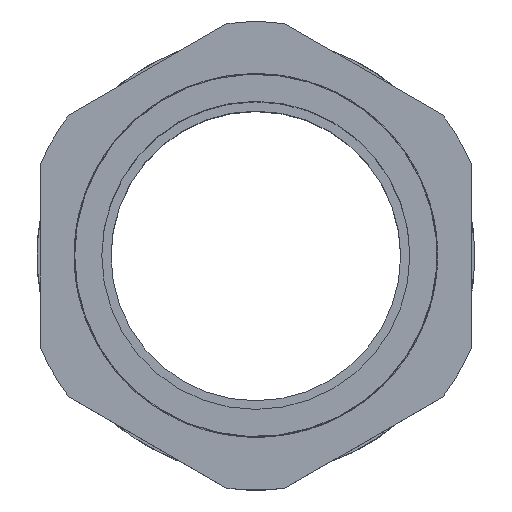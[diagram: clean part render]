
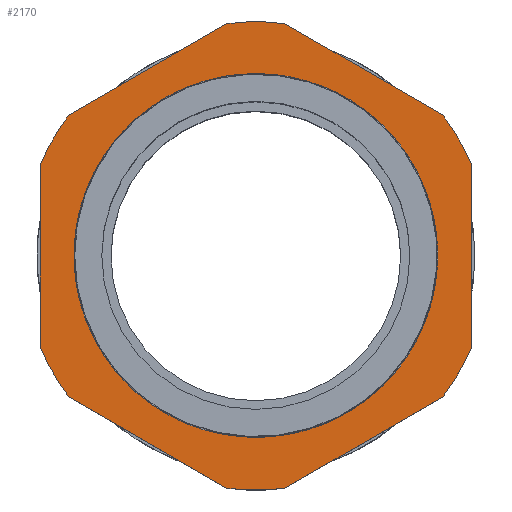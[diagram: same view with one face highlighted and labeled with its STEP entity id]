
A CAD part, top view. The second image highlights one B-rep face of the part: STEP entity #2170.
In plain terms, the highlighted planar face has unit normal (0, 0, 1).
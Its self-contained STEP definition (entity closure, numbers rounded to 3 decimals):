
#5 = PLANE ( 'NONE',  #2969 ) ;
#19 = CIRCLE ( 'NONE', #2259, 38. ) ;
#84 = VERTEX_POINT ( 'NONE', #2066 ) ;
#176 = CIRCLE ( 'NONE', #5764, 38. ) ;
#178 = CIRCLE ( 'NONE', #2756, 38. ) ;
#329 = LINE ( 'NONE', #2105, #785 ) ;
#362 = CARTESIAN_POINT ( 'NONE',  ( -4.684, -37.71, -55. ) ) ;
#394 = EDGE_CURVE ( 'NONE', #2536, #845, #2082, .T. ) ;
#442 = VERTEX_POINT ( 'NONE', #2553 ) ;
#491 = VERTEX_POINT ( 'NONE', #4085 ) ;
#547 = DIRECTION ( 'NONE',  ( 0., 0., 1. ) ) ;
#606 = CIRCLE ( 'NONE', #2801, 38. ) ;
#675 = EDGE_CURVE ( 'NONE', #3305, #3305, #2946, .T. ) ;
#711 = DIRECTION ( 'NONE',  ( 0.866, -0.5, 0. ) ) ;
#712 = EDGE_LOOP ( 'NONE', ( #3567 ) ) ;
#742 = CARTESIAN_POINT ( 'NONE',  ( 35., 0., -55. ) ) ;
#785 = VECTOR ( 'NONE', #2570, 1000. ) ;
#845 = VERTEX_POINT ( 'NONE', #877 ) ;
#856 = DIRECTION ( 'NONE',  ( 0., 0., 1. ) ) ;
#858 = CARTESIAN_POINT ( 'NONE',  ( 0., 0., -55. ) ) ;
#877 = CARTESIAN_POINT ( 'NONE',  ( -30.316, -22.912, -55. ) ) ;
#905 = ORIENTED_EDGE ( 'NONE', *, *, #3392, .F. ) ;
#952 = DIRECTION ( 'NONE',  ( 0., 0., -1. ) ) ;
#1013 = CARTESIAN_POINT ( 'NONE',  ( 0., 0., -55. ) ) ;
#1072 = AXIS2_PLACEMENT_3D ( 'NONE', #3602, #856, #4036 ) ;
#1120 = CARTESIAN_POINT ( 'NONE',  ( 0., 0., -55. ) ) ;
#1198 = DIRECTION ( 'NONE',  ( 0., -1., 0. ) ) ;
#1255 = EDGE_CURVE ( 'NONE', #5377, #3715, #4303, .T. ) ;
#1319 = CARTESIAN_POINT ( 'NONE',  ( -35., -14.799, -55. ) ) ;
#1321 = DIRECTION ( 'NONE',  ( 1., 0., 0. ) ) ;
#1484 = DIRECTION ( 'NONE',  ( 1., 0., 0. ) ) ;
#1559 = DIRECTION ( 'NONE',  ( 0., 0., 1. ) ) ;
#1591 = DIRECTION ( 'NONE',  ( 1., 0., 0. ) ) ;
#1693 = CARTESIAN_POINT ( 'NONE',  ( -4.684, 37.71, -55. ) ) ;
#1983 = LINE ( 'NONE', #4396, #4267 ) ;
#2012 = VECTOR ( 'NONE', #1198, 1000. ) ;
#2066 = CARTESIAN_POINT ( 'NONE',  ( 30.316, 22.912, -55. ) ) ;
#2077 = EDGE_CURVE ( 'NONE', #442, #84, #176, .T. ) ;
#2079 = VECTOR ( 'NONE', #2990, 1000. ) ;
#2082 = CIRCLE ( 'NONE', #3717, 38. ) ;
#2105 = CARTESIAN_POINT ( 'NONE',  ( 17.5, -30.311, -55. ) ) ;
#2134 = ORIENTED_EDGE ( 'NONE', *, *, #2077, .T. ) ;
#2136 = DIRECTION ( 'NONE',  ( -0.866, 0.5, 0. ) ) ;
#2170 = ADVANCED_FACE ( 'NONE', ( #3381, #5607 ), #5, .F. ) ;
#2212 = LINE ( 'NONE', #5673, #2079 ) ;
#2259 = AXIS2_PLACEMENT_3D ( 'NONE', #3275, #547, #3735 ) ;
#2273 = CARTESIAN_POINT ( 'NONE',  ( 0., 0., -55. ) ) ;
#2304 = ORIENTED_EDGE ( 'NONE', *, *, #394, .T. ) ;
#2361 = CARTESIAN_POINT ( 'NONE',  ( -17.5, 30.311, -55. ) ) ;
#2536 = VERTEX_POINT ( 'NONE', #1319 ) ;
#2541 = ORIENTED_EDGE ( 'NONE', *, *, #1255, .F. ) ;
#2553 = CARTESIAN_POINT ( 'NONE',  ( 35., 14.799, -55. ) ) ;
#2570 = DIRECTION ( 'NONE',  ( -0.866, -0.5, 0. ) ) ;
#2750 = DIRECTION ( 'NONE',  ( 1., 0., 0. ) ) ;
#2756 = AXIS2_PLACEMENT_3D ( 'NONE', #4276, #1559, #4726 ) ;
#2787 = EDGE_CURVE ( 'NONE', #5720, #491, #19, .T. ) ;
#2801 = AXIS2_PLACEMENT_3D ( 'NONE', #1120, #4311, #1591 ) ;
#2946 = CIRCLE ( 'NONE', #3543, 27.1 ) ;
#2960 = VERTEX_POINT ( 'NONE', #3507 ) ;
#2963 = VERTEX_POINT ( 'NONE', #5285 ) ;
#2969 = AXIS2_PLACEMENT_3D ( 'NONE', #5459, #952, #4136 ) ;
#2990 = DIRECTION ( 'NONE',  ( 0., 1., 0. ) ) ;
#3006 = CARTESIAN_POINT ( 'NONE',  ( 17.5, 30.311, -55. ) ) ;
#3014 = EDGE_LOOP ( 'NONE', ( #4129, #2541, #3095, #3246, #2304, #3407, #3931, #3127, #5368, #5145, #2134, #905 ) ) ;
#3095 = ORIENTED_EDGE ( 'NONE', *, *, #4262, .T. ) ;
#3127 = ORIENTED_EDGE ( 'NONE', *, *, #4142, .F. ) ;
#3230 = LINE ( 'NONE', #742, #2012 ) ;
#3244 = VECTOR ( 'NONE', #4647, 1000. ) ;
#3246 = ORIENTED_EDGE ( 'NONE', *, *, #5127, .F. ) ;
#3275 = CARTESIAN_POINT ( 'NONE',  ( 0., 0., -55. ) ) ;
#3305 = VERTEX_POINT ( 'NONE', #4178 ) ;
#3381 = FACE_BOUND ( 'NONE', #712, .T. ) ;
#3392 = EDGE_CURVE ( 'NONE', #5796, #84, #3479, .T. ) ;
#3407 = ORIENTED_EDGE ( 'NONE', *, *, #3480, .F. ) ;
#3479 = LINE ( 'NONE', #3006, #5707 ) ;
#3480 = EDGE_CURVE ( 'NONE', #3782, #845, #1983, .T. ) ;
#3507 = CARTESIAN_POINT ( 'NONE',  ( -35., 14.799, -55. ) ) ;
#3543 = AXIS2_PLACEMENT_3D ( 'NONE', #2273, #5434, #2750 ) ;
#3567 = ORIENTED_EDGE ( 'NONE', *, *, #675, .F. ) ;
#3602 = CARTESIAN_POINT ( 'NONE',  ( 0., 0., -55. ) ) ;
#3715 = VERTEX_POINT ( 'NONE', #1693 ) ;
#3717 = AXIS2_PLACEMENT_3D ( 'NONE', #1013, #4198, #1484 ) ;
#3721 = CARTESIAN_POINT ( 'NONE',  ( 4.684, 37.71, -55. ) ) ;
#3735 = DIRECTION ( 'NONE',  ( 1., 0., 0. ) ) ;
#3782 = VERTEX_POINT ( 'NONE', #362 ) ;
#3931 = ORIENTED_EDGE ( 'NONE', *, *, #4584, .T. ) ;
#4036 = DIRECTION ( 'NONE',  ( 1., 0., 0. ) ) ;
#4040 = DIRECTION ( 'NONE',  ( 0., 0., 1. ) ) ;
#4085 = CARTESIAN_POINT ( 'NONE',  ( 35., -14.799, -55. ) ) ;
#4129 = ORIENTED_EDGE ( 'NONE', *, *, #5382, .T. ) ;
#4136 = DIRECTION ( 'NONE',  ( -1., 0., 0. ) ) ;
#4142 = EDGE_CURVE ( 'NONE', #5720, #2963, #329, .T. ) ;
#4178 = CARTESIAN_POINT ( 'NONE',  ( 27.1, 0., -55. ) ) ;
#4198 = DIRECTION ( 'NONE',  ( 0., 0., 1. ) ) ;
#4262 = EDGE_CURVE ( 'NONE', #5377, #2960, #5488, .T. ) ;
#4267 = VECTOR ( 'NONE', #2136, 1000. ) ;
#4276 = CARTESIAN_POINT ( 'NONE',  ( 0., 0., -55. ) ) ;
#4303 = LINE ( 'NONE', #2361, #3244 ) ;
#4311 = DIRECTION ( 'NONE',  ( 0., 0., 1. ) ) ;
#4396 = CARTESIAN_POINT ( 'NONE',  ( -17.5, -30.311, -55. ) ) ;
#4584 = EDGE_CURVE ( 'NONE', #3782, #2963, #606, .T. ) ;
#4647 = DIRECTION ( 'NONE',  ( 0.866, 0.5, 0. ) ) ;
#4726 = DIRECTION ( 'NONE',  ( 1., 0., 0. ) ) ;
#4912 = CARTESIAN_POINT ( 'NONE',  ( 30.316, -22.912, -55. ) ) ;
#5127 = EDGE_CURVE ( 'NONE', #2536, #2960, #2212, .T. ) ;
#5145 = ORIENTED_EDGE ( 'NONE', *, *, #5529, .F. ) ;
#5285 = CARTESIAN_POINT ( 'NONE',  ( 4.684, -37.71, -55. ) ) ;
#5368 = ORIENTED_EDGE ( 'NONE', *, *, #2787, .T. ) ;
#5377 = VERTEX_POINT ( 'NONE', #5592 ) ;
#5382 = EDGE_CURVE ( 'NONE', #5796, #3715, #178, .T. ) ;
#5434 = DIRECTION ( 'NONE',  ( 0., 0., 1. ) ) ;
#5459 = CARTESIAN_POINT ( 'NONE',  ( 0., 27.1, -55. ) ) ;
#5488 = CIRCLE ( 'NONE', #1072, 38. ) ;
#5529 = EDGE_CURVE ( 'NONE', #442, #491, #3230, .T. ) ;
#5592 = CARTESIAN_POINT ( 'NONE',  ( -30.316, 22.912, -55. ) ) ;
#5607 = FACE_OUTER_BOUND ( 'NONE', #3014, .T. ) ;
#5673 = CARTESIAN_POINT ( 'NONE',  ( -35., 0., -55. ) ) ;
#5707 = VECTOR ( 'NONE', #711, 1000. ) ;
#5720 = VERTEX_POINT ( 'NONE', #4912 ) ;
#5764 = AXIS2_PLACEMENT_3D ( 'NONE', #858, #4040, #1321 ) ;
#5796 = VERTEX_POINT ( 'NONE', #3721 ) ;
